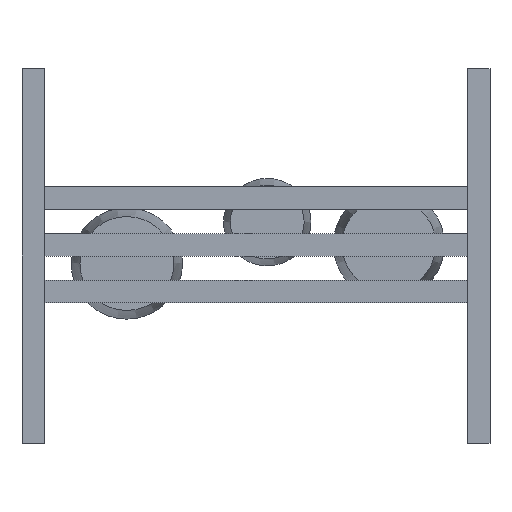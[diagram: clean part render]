
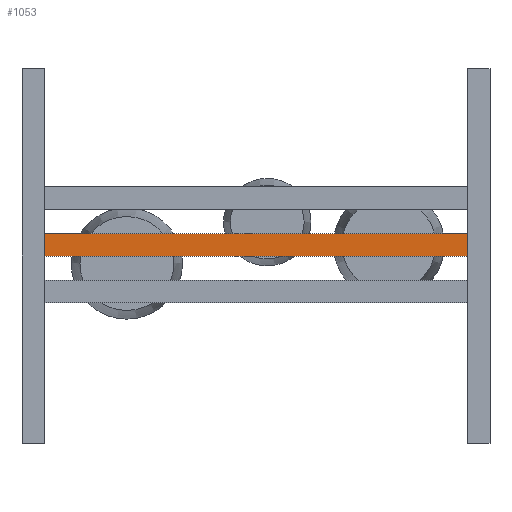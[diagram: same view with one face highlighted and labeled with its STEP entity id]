
A CAD part, front view. The second image highlights one B-rep face of the part: STEP entity #1053.
In plain terms, the highlighted planar face has unit normal (0, -1, 0).
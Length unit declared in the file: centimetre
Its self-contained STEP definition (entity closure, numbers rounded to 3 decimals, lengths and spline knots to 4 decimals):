
#139=FACE_OUTER_BOUND('',#209,.T.);
#209=EDGE_LOOP('',(#753,#754,#755,#756));
#295=LINE('',#1598,#409);
#296=LINE('',#1600,#410);
#297=LINE('',#1602,#411);
#298=LINE('',#1603,#412);
#409=VECTOR('',#1268,1.);
#410=VECTOR('',#1269,1.);
#411=VECTOR('',#1270,1.);
#412=VECTOR('',#1271,1.);
#519=VERTEX_POINT('',#1596);
#520=VERTEX_POINT('',#1597);
#521=VERTEX_POINT('',#1599);
#522=VERTEX_POINT('',#1601);
#613=EDGE_CURVE('',#519,#520,#295,.T.);
#614=EDGE_CURVE('',#520,#521,#296,.T.);
#615=EDGE_CURVE('',#521,#522,#297,.T.);
#616=EDGE_CURVE('',#522,#519,#298,.T.);
#753=ORIENTED_EDGE('',*,*,#613,.T.);
#754=ORIENTED_EDGE('',*,*,#614,.T.);
#755=ORIENTED_EDGE('',*,*,#615,.T.);
#756=ORIENTED_EDGE('',*,*,#616,.T.);
#991=PLANE('',#1137);
#1053=ADVANCED_FACE('',(#139),#991,.T.);
#1137=AXIS2_PLACEMENT_3D('',#1595,#1266,#1267);
#1266=DIRECTION('center_axis',(0.,-1.,0.));
#1267=DIRECTION('ref_axis',(0.,0.,1.));
#1268=DIRECTION('',(-1.,0.,0.));
#1269=DIRECTION('',(0.,0.,-1.));
#1270=DIRECTION('',(1.,0.,0.));
#1271=DIRECTION('',(0.,0.,1.));
#1595=CARTESIAN_POINT('Origin',(-62.5,-4.,-3.));
#1596=CARTESIAN_POINT('',(0.,-4.,0.));
#1597=CARTESIAN_POINT('',(-125.,-4.,0.));
#1598=CARTESIAN_POINT('',(-62.5,-4.,0.));
#1599=CARTESIAN_POINT('',(-125.,-4.,-6.));
#1600=CARTESIAN_POINT('',(-125.,-4.,-3.));
#1601=CARTESIAN_POINT('',(0.,-4.,-6.));
#1602=CARTESIAN_POINT('',(-62.5,-4.,-6.));
#1603=CARTESIAN_POINT('',(0.,-4.,-3.));
